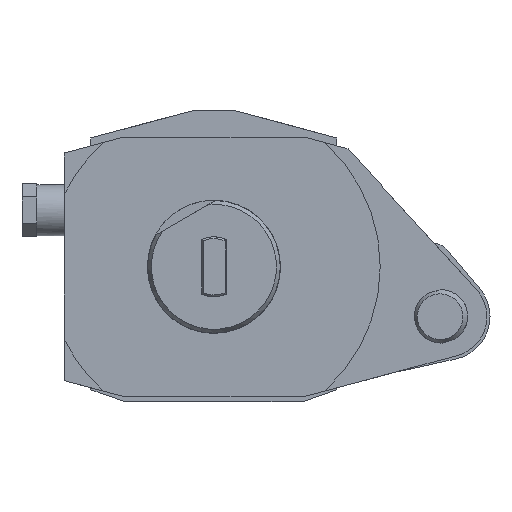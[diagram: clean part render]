
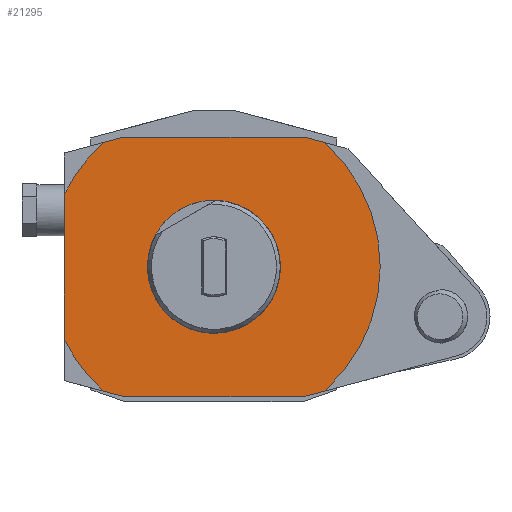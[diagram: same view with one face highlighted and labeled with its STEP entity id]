
A CAD part, front view. The second image highlights one B-rep face of the part: STEP entity #21295.
In plain terms, the highlighted planar face has unit normal (0, -1, 0).
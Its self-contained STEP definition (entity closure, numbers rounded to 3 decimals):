
#448 = ORIENTED_EDGE ( 'NONE', *, *, #4239, .F. ) ;
#489 = VECTOR ( 'NONE', #15830, 1000. ) ;
#641 = LINE ( 'NONE', #776, #12703 ) ;
#776 = CARTESIAN_POINT ( 'NONE',  ( -45., 0., 0. ) ) ;
#871 = LINE ( 'NONE', #22269, #9841 ) ;
#1219 = ORIENTED_EDGE ( 'NONE', *, *, #20998, .F. ) ;
#1369 = CIRCLE ( 'NONE', #12650, 50. ) ;
#1572 = CARTESIAN_POINT ( 'NONE',  ( -27.18, 0., 39. ) ) ;
#1668 = CARTESIAN_POINT ( 'NONE',  ( 33.199, 0., 37.387 ) ) ;
#1726 = VERTEX_POINT ( 'NONE', #21850 ) ;
#1745 = EDGE_CURVE ( 'NONE', #18097, #23840, #15318, .T. ) ;
#2394 = VERTEX_POINT ( 'NONE', #13125 ) ;
#3501 = LINE ( 'NONE', #24706, #27730 ) ;
#3839 = DIRECTION ( 'NONE',  ( -1., 0., 0. ) ) ;
#4005 = ORIENTED_EDGE ( 'NONE', *, *, #1745, .T. ) ;
#4239 = EDGE_CURVE ( 'NONE', #5784, #11046, #24032, .T. ) ;
#4652 = DIRECTION ( 'NONE',  ( 1., 0., 0. ) ) ;
#5045 = DIRECTION ( 'NONE',  ( -0.966, 0., 0.259 ) ) ;
#5784 = VERTEX_POINT ( 'NONE', #1572 ) ;
#5958 = DIRECTION ( 'NONE',  ( 0., 1., 0. ) ) ;
#6011 = EDGE_CURVE ( 'NONE', #11046, #11156, #3501, .T. ) ;
#6530 = CARTESIAN_POINT ( 'NONE',  ( -33.2, 0., -37.387 ) ) ;
#7342 = VECTOR ( 'NONE', #4652, 1000. ) ;
#7436 = DIRECTION ( 'NONE',  ( 0.966, 0., -0.259 ) ) ;
#7608 = ORIENTED_EDGE ( 'NONE', *, *, #15637, .F. ) ;
#7961 = CIRCLE ( 'NONE', #12935, 50. ) ;
#9425 = FACE_OUTER_BOUND ( 'NONE', #13484, .T. ) ;
#9739 = DIRECTION ( 'NONE',  ( 0., -1., 0. ) ) ;
#9841 = VECTOR ( 'NONE', #17577, 1000. ) ;
#9950 = VECTOR ( 'NONE', #26041, 1000. ) ;
#10745 = DIRECTION ( 'NONE',  ( 0., 1., 0. ) ) ;
#10993 = ORIENTED_EDGE ( 'NONE', *, *, #22823, .F. ) ;
#11046 = VERTEX_POINT ( 'NONE', #21219 ) ;
#11156 = VERTEX_POINT ( 'NONE', #1668 ) ;
#11662 = CARTESIAN_POINT ( 'NONE',  ( -45., 0., 21.794 ) ) ;
#12347 = AXIS2_PLACEMENT_3D ( 'NONE', #24485, #9739, #26575 ) ;
#12650 = AXIS2_PLACEMENT_3D ( 'NONE', #23801, #5958, #3839 ) ;
#12703 = VECTOR ( 'NONE', #26485, 1000. ) ;
#12935 = AXIS2_PLACEMENT_3D ( 'NONE', #17830, #13557, #24069 ) ;
#12944 = VERTEX_POINT ( 'NONE', #14354 ) ;
#13002 = CIRCLE ( 'NONE', #18433, 50. ) ;
#13125 = CARTESIAN_POINT ( 'NONE',  ( -19.8, 0., 0. ) ) ;
#13484 = EDGE_LOOP ( 'NONE', ( #448, #25161, #10993, #7608, #1219, #20531, #4005, #16545, #13766, #17226 ) ) ;
#13557 = DIRECTION ( 'NONE',  ( 0., 1., 0. ) ) ;
#13591 = CIRCLE ( 'NONE', #12347, 19.8 ) ;
#13626 = CARTESIAN_POINT ( 'NONE',  ( 8.209, 0., -48.483 ) ) ;
#13766 = ORIENTED_EDGE ( 'NONE', *, *, #24665, .F. ) ;
#14354 = CARTESIAN_POINT ( 'NONE',  ( 33.2, 0., -37.387 ) ) ;
#15318 = LINE ( 'NONE', #24234, #9950 ) ;
#15637 = EDGE_CURVE ( 'NONE', #16535, #25848, #641, .T. ) ;
#15830 = DIRECTION ( 'NONE',  ( 0.966, 0., 0.259 ) ) ;
#16167 = AXIS2_PLACEMENT_3D ( 'NONE', #17940, #26531, #18080 ) ;
#16535 = VERTEX_POINT ( 'NONE', #27561 ) ;
#16545 = ORIENTED_EDGE ( 'NONE', *, *, #23420, .T. ) ;
#17226 = ORIENTED_EDGE ( 'NONE', *, *, #6011, .F. ) ;
#17577 = DIRECTION ( 'NONE',  ( -0.966, 0., -0.259 ) ) ;
#17830 = CARTESIAN_POINT ( 'NONE',  ( 0., 0., 0. ) ) ;
#17836 = EDGE_LOOP ( 'NONE', ( #19829 ) ) ;
#17940 = CARTESIAN_POINT ( 'NONE',  ( 21.2, 0., 0. ) ) ;
#18072 = EDGE_CURVE ( 'NONE', #2394, #2394, #13591, .T. ) ;
#18080 = DIRECTION ( 'NONE',  ( -1., 0., 0. ) ) ;
#18086 = LINE ( 'NONE', #18355, #489 ) ;
#18097 = VERTEX_POINT ( 'NONE', #18666 ) ;
#18355 = CARTESIAN_POINT ( 'NONE',  ( 31.351, 0., -37.882 ) ) ;
#18433 = AXIS2_PLACEMENT_3D ( 'NONE', #23685, #10745, #25894 ) ;
#18666 = CARTESIAN_POINT ( 'NONE',  ( -27.18, 0., -39. ) ) ;
#19829 = ORIENTED_EDGE ( 'NONE', *, *, #18072, .F. ) ;
#20182 = VERTEX_POINT ( 'NONE', #6530 ) ;
#20531 = ORIENTED_EDGE ( 'NONE', *, *, #23218, .F. ) ;
#20625 = FACE_BOUND ( 'NONE', #17836, .T. ) ;
#20998 = EDGE_CURVE ( 'NONE', #20182, #16535, #7961, .T. ) ;
#21219 = CARTESIAN_POINT ( 'NONE',  ( 27.18, 0., 39. ) ) ;
#21295 = ADVANCED_FACE ( 'Defeature completata1_4', ( #9425, #20625 ), #27074, .F. ) ;
#21850 = CARTESIAN_POINT ( 'NONE',  ( -33.2, 0., 37.387 ) ) ;
#22148 = EDGE_CURVE ( 'NONE', #5784, #1726, #871, .T. ) ;
#22194 = CARTESIAN_POINT ( 'NONE',  ( 0., 0., 39. ) ) ;
#22269 = CARTESIAN_POINT ( 'NONE',  ( 8.209, 0., 48.483 ) ) ;
#22451 = LINE ( 'NONE', #13626, #22625 ) ;
#22625 = VECTOR ( 'NONE', #5045, 1000. ) ;
#22823 = EDGE_CURVE ( 'NONE', #25848, #1726, #1369, .T. ) ;
#23218 = EDGE_CURVE ( 'NONE', #18097, #20182, #22451, .T. ) ;
#23420 = EDGE_CURVE ( 'NONE', #23840, #12944, #18086, .T. ) ;
#23685 = CARTESIAN_POINT ( 'NONE',  ( 0., 0., 0. ) ) ;
#23801 = CARTESIAN_POINT ( 'NONE',  ( 0., 0., 0. ) ) ;
#23840 = VERTEX_POINT ( 'NONE', #24256 ) ;
#24032 = LINE ( 'NONE', #22194, #7342 ) ;
#24069 = DIRECTION ( 'NONE',  ( -1., 0., 0. ) ) ;
#24234 = CARTESIAN_POINT ( 'NONE',  ( 0., 0., -39. ) ) ;
#24256 = CARTESIAN_POINT ( 'NONE',  ( 27.18, 0., -39. ) ) ;
#24485 = CARTESIAN_POINT ( 'NONE',  ( 0., 0., 0. ) ) ;
#24665 = EDGE_CURVE ( 'NONE', #11156, #12944, #13002, .T. ) ;
#24706 = CARTESIAN_POINT ( 'NONE',  ( 31.35, 0., 37.883 ) ) ;
#25161 = ORIENTED_EDGE ( 'NONE', *, *, #22148, .T. ) ;
#25848 = VERTEX_POINT ( 'NONE', #11662 ) ;
#25894 = DIRECTION ( 'NONE',  ( -1., 0., 0. ) ) ;
#26041 = DIRECTION ( 'NONE',  ( 1., 0., 0. ) ) ;
#26485 = DIRECTION ( 'NONE',  ( 0., 0., 1. ) ) ;
#26531 = DIRECTION ( 'NONE',  ( 0., 1., 0. ) ) ;
#26575 = DIRECTION ( 'NONE',  ( -1., 0., 0. ) ) ;
#27074 = PLANE ( 'NONE',  #16167 ) ;
#27561 = CARTESIAN_POINT ( 'NONE',  ( -45., 0., -21.794 ) ) ;
#27730 = VECTOR ( 'NONE', #7436, 1000. ) ;
